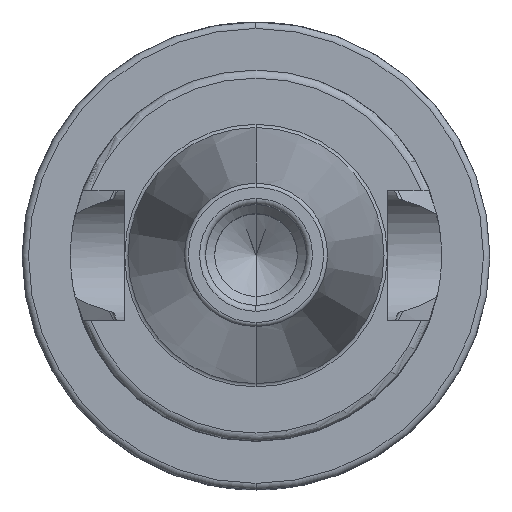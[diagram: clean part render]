
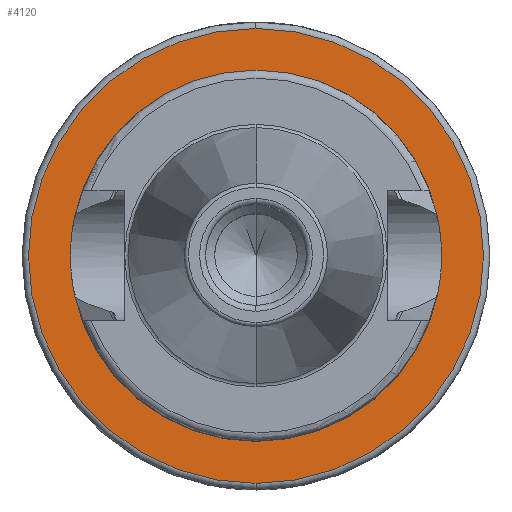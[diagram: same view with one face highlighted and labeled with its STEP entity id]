
A CAD part, top view. The second image highlights one B-rep face of the part: STEP entity #4120.
In plain terms, the highlighted planar face has unit normal (0, 0, 1).
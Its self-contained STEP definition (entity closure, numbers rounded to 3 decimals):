
#1151=CARTESIAN_POINT('',(0,0,-2.1));
#1152=DIRECTION('',(0,0,1));
#1153=DIRECTION('',(0,1,0));
#1154=AXIS2_PLACEMENT_3D('',#1151,#1152,#1153);
#1156=CARTESIAN_POINT('',(0,0,-2.1));
#1157=DIRECTION('',(0,0,1));
#1158=DIRECTION('',(0,-1,0));
#1159=AXIS2_PLACEMENT_3D('',#1156,#1157,#1158);
#1161=CARTESIAN_POINT('',(0,0,-2.1));
#1162=DIRECTION('',(0,0,-1));
#1163=DIRECTION('',(0,-1,0));
#1164=AXIS2_PLACEMENT_3D('',#1161,#1162,#1163);
#1166=CARTESIAN_POINT('',(0,0,-2.1));
#1167=DIRECTION('',(0,0,-1));
#1168=DIRECTION('',(0,1,0));
#1169=AXIS2_PLACEMENT_3D('',#1166,#1167,#1168);
#2629=CARTESIAN_POINT('',(0,22.8,-2.1));
#2630=CARTESIAN_POINT('',(0,-22.8,-2.1));
#2631=VERTEX_POINT('',#2629);
#2632=VERTEX_POINT('',#2630);
#2641=CARTESIAN_POINT('',(0,-28.2,-2.1));
#2642=CARTESIAN_POINT('',(0,28.2,-2.1));
#2643=VERTEX_POINT('',#2641);
#2644=VERTEX_POINT('',#2642);
#4105=CARTESIAN_POINT('',(0,0,-2.1));
#4106=DIRECTION('',(0,0,-1));
#4107=DIRECTION('',(0,-1,0));
#4108=AXIS2_PLACEMENT_3D('',#4105,#4106,#4107);
#4109=PLANE('',#4108);
#4110=ORIENTED_EDGE('',*,*,#3579,.T.);
#4111=ORIENTED_EDGE('',*,*,#3594,.T.);
#4112=EDGE_LOOP('',(#4110,#4111));
#4113=FACE_OUTER_BOUND('',#4112,.F.);
#4115=ORIENTED_EDGE('',*,*,#4114,.T.);
#4117=ORIENTED_EDGE('',*,*,#4116,.T.);
#4118=EDGE_LOOP('',(#4115,#4117));
#4119=FACE_BOUND('',#4118,.F.);
#4120=ADVANCED_FACE('',(#4113,#4119),#4109,.F.);
#1155=CIRCLE('',#1154,22.8);
#1160=CIRCLE('',#1159,22.8);
#1165=CIRCLE('',#1164,28.2);
#1170=CIRCLE('',#1169,28.2);
#3579=EDGE_CURVE('',#2643,#2644,#1165,.T.);
#3594=EDGE_CURVE('',#2644,#2643,#1170,.T.);
#4114=EDGE_CURVE('',#2631,#2632,#1155,.T.);
#4116=EDGE_CURVE('',#2632,#2631,#1160,.T.);
